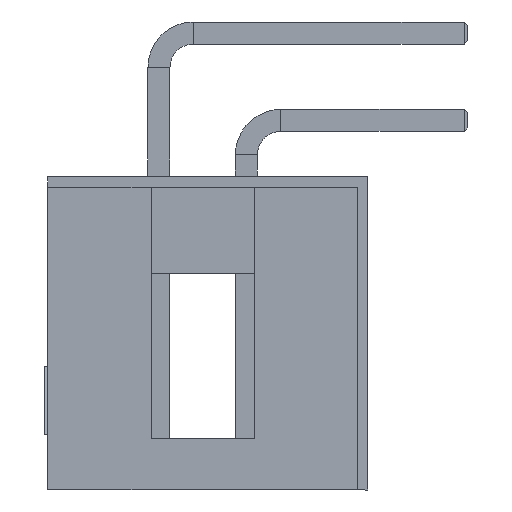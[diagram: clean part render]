
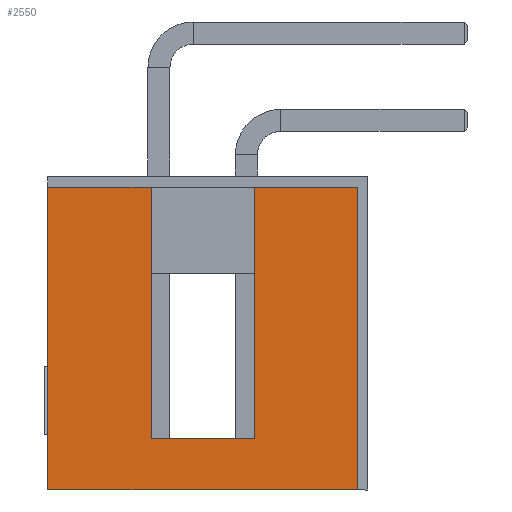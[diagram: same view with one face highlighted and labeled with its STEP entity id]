
A CAD part, left-side view. The second image highlights one B-rep face of the part: STEP entity #2550.
In plain terms, the highlighted planar face has unit normal (-1, 0, 0).
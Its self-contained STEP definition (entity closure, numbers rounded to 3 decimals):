
#19 = LINE ( 'NONE', #6548, #2848 ) ;
#126 = ORIENTED_EDGE ( 'NONE', *, *, #6746, .T. ) ;
#288 = VERTEX_POINT ( 'NONE', #3245 ) ;
#291 = CARTESIAN_POINT ( 'NONE',  ( -8.88, 6.3, -10.51 ) ) ;
#327 = FACE_OUTER_BOUND ( 'NONE', #3651, .T. ) ;
#470 = EDGE_CURVE ( 'NONE', #8469, #9593, #3454, .T. ) ;
#764 = VERTEX_POINT ( 'NONE', #6337 ) ;
#854 = CARTESIAN_POINT ( 'NONE',  ( -8.88, 9.3, -12.01 ) ) ;
#855 = AXIS2_PLACEMENT_3D ( 'NONE', #1227, #4617, #5897 ) ;
#1102 = VECTOR ( 'NONE', #7085, 1000. ) ;
#1227 = CARTESIAN_POINT ( 'NONE',  ( -8.88, 4.8, -12.01 ) ) ;
#1242 = VECTOR ( 'NONE', #7453, 1000. ) ;
#1243 = VECTOR ( 'NONE', #9048, 1000. ) ;
#1259 = CARTESIAN_POINT ( 'NONE',  ( -8.88, 6.3, -10.51 ) ) ;
#1508 = ORIENTED_EDGE ( 'NONE', *, *, #9322, .F. ) ;
#1543 = CARTESIAN_POINT ( 'NONE',  ( -8.88, 0.3, -12.01 ) ) ;
#1603 = VERTEX_POINT ( 'NONE', #3884 ) ;
#2105 = ORIENTED_EDGE ( 'NONE', *, *, #8856, .F. ) ;
#2338 = LINE ( 'NONE', #8409, #6458 ) ;
#2495 = ORIENTED_EDGE ( 'NONE', *, *, #470, .F. ) ;
#2550 = ADVANCED_FACE ( 'NONE', ( #327 ), #8872, .T. ) ;
#2848 = VECTOR ( 'NONE', #9933, 1000. ) ;
#3017 = CARTESIAN_POINT ( 'NONE',  ( -8.88, 4.8, -10.51 ) ) ;
#3074 = VECTOR ( 'NONE', #5581, 1000. ) ;
#3245 = CARTESIAN_POINT ( 'NONE',  ( -8.88, 0.3, -3.21 ) ) ;
#3454 = LINE ( 'NONE', #6691, #1242 ) ;
#3651 = EDGE_LOOP ( 'NONE', ( #1508, #2105, #126, #8531, #2495, #4713, #8130, #6087 ) ) ;
#3677 = VERTEX_POINT ( 'NONE', #1543 ) ;
#3745 = LINE ( 'NONE', #6257, #1243 ) ;
#3884 = CARTESIAN_POINT ( 'NONE',  ( -8.88, 3.3, -3.21 ) ) ;
#3917 = LINE ( 'NONE', #3017, #3074 ) ;
#3962 = VECTOR ( 'NONE', #4974, 1000. ) ;
#4115 = DIRECTION ( 'NONE',  ( 0., 0., 1. ) ) ;
#4617 = DIRECTION ( 'NONE',  ( -1., 0., 0. ) ) ;
#4635 = VECTOR ( 'NONE', #4115, 1000. ) ;
#4713 = ORIENTED_EDGE ( 'NONE', *, *, #8369, .F. ) ;
#4911 = LINE ( 'NONE', #10102, #3962 ) ;
#4953 = CARTESIAN_POINT ( 'NONE',  ( -8.88, 9.3, -12.01 ) ) ;
#4974 = DIRECTION ( 'NONE',  ( 0., 0., 1. ) ) ;
#5021 = VERTEX_POINT ( 'NONE', #854 ) ;
#5581 = DIRECTION ( 'NONE',  ( 0., 1., 0. ) ) ;
#5897 = DIRECTION ( 'NONE',  ( 0., 1., 0. ) ) ;
#6087 = ORIENTED_EDGE ( 'NONE', *, *, #7757, .T. ) ;
#6257 = CARTESIAN_POINT ( 'NONE',  ( -8.88, 4.8, -12.01 ) ) ;
#6337 = CARTESIAN_POINT ( 'NONE',  ( -8.88, 3.3, -10.51 ) ) ;
#6458 = VECTOR ( 'NONE', #10972, 1000. ) ;
#6548 = CARTESIAN_POINT ( 'NONE',  ( -8.88, 0.3, -12.01 ) ) ;
#6691 = CARTESIAN_POINT ( 'NONE',  ( -8.88, 4.8, -3.21 ) ) ;
#6746 = EDGE_CURVE ( 'NONE', #764, #10207, #3917, .T. ) ;
#6807 = CARTESIAN_POINT ( 'NONE',  ( -8.88, 9.3, -3.21 ) ) ;
#7085 = DIRECTION ( 'NONE',  ( 0., 0., 1. ) ) ;
#7453 = DIRECTION ( 'NONE',  ( 0., -1., 0. ) ) ;
#7757 = EDGE_CURVE ( 'NONE', #3677, #288, #19, .T. ) ;
#7939 = EDGE_CURVE ( 'NONE', #5021, #3677, #3745, .T. ) ;
#8130 = ORIENTED_EDGE ( 'NONE', *, *, #7939, .T. ) ;
#8369 = EDGE_CURVE ( 'NONE', #5021, #8469, #9206, .T. ) ;
#8409 = CARTESIAN_POINT ( 'NONE',  ( -8.88, 4.8, -3.21 ) ) ;
#8469 = VERTEX_POINT ( 'NONE', #6807 ) ;
#8531 = ORIENTED_EDGE ( 'NONE', *, *, #8554, .T. ) ;
#8554 = EDGE_CURVE ( 'NONE', #10207, #9593, #10605, .T. ) ;
#8856 = EDGE_CURVE ( 'NONE', #764, #1603, #4911, .T. ) ;
#8872 = PLANE ( 'NONE',  #855 ) ;
#9048 = DIRECTION ( 'NONE',  ( 0., -1., 0. ) ) ;
#9206 = LINE ( 'NONE', #4953, #4635 ) ;
#9322 = EDGE_CURVE ( 'NONE', #1603, #288, #2338, .T. ) ;
#9593 = VERTEX_POINT ( 'NONE', #10895 ) ;
#9933 = DIRECTION ( 'NONE',  ( 0., 0., 1. ) ) ;
#10102 = CARTESIAN_POINT ( 'NONE',  ( -8.88, 3.3, -10.51 ) ) ;
#10207 = VERTEX_POINT ( 'NONE', #291 ) ;
#10605 = LINE ( 'NONE', #1259, #1102 ) ;
#10895 = CARTESIAN_POINT ( 'NONE',  ( -8.88, 6.3, -3.21 ) ) ;
#10972 = DIRECTION ( 'NONE',  ( 0., -1., 0. ) ) ;
